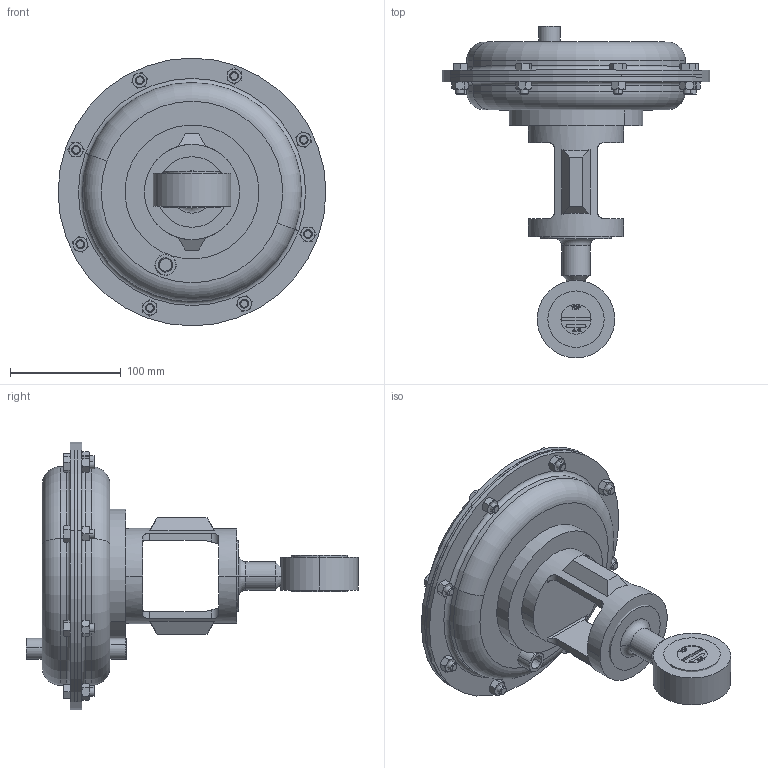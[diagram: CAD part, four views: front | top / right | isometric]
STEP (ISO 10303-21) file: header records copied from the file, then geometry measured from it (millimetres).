
FILE_DESCRIPTION (( 'STEP AP203' ), '1' );
FILE_NAME ('75-100-CB+SB-I3-35M.STEP', '2017-08-22T14:13:32', ( '' ), ( '' ), 'SwSTEP 2.0', 'SolidWorks 2014', '' );
FILE_SCHEMA (( 'CONFIG_CONTROL_DESIGN' ));
Length unit declared in the file: inch
Products named in the file (2): 75-100-CB+SB-I3-35M
Bounding box: 241.3 x 299.12 x 241.3 mm (x, y, z)
Volume: 3012986.4 mm3; surface area: 429191.6 mm2
Topology: 26 solids, 26 shells, 548 faces, 1194 edges, 732 vertices
Faces by surface type: plane 246, cone 182, cylinder 81, bspline 27, torus 12
Entity records: 19021 total; most frequent: CARTESIAN_POINT 7447, ORIENTED_EDGE 2388, DIRECTION 2240, EDGE_CURVE 1194, AXIS2_PLACEMENT_3D 885, VERTEX_POINT 732, EDGE_LOOP 588, FACE_OUTER_BOUND 548
